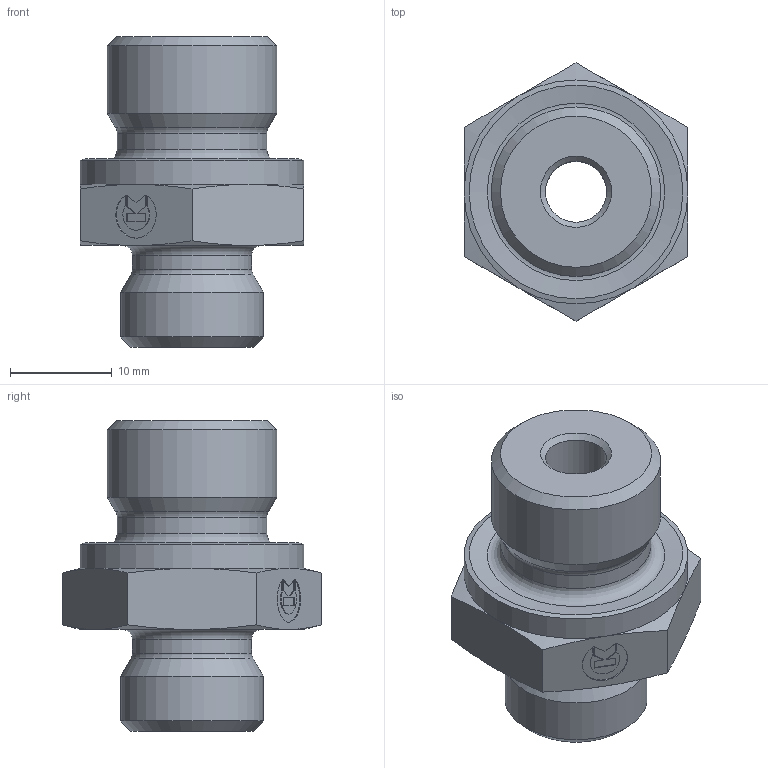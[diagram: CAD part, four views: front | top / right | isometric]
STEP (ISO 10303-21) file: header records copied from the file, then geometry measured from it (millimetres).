
FILE_DESCRIPTION((''),'2;1');
FILE_NAME('074083814.stp','2014-08-07T13:07:48',(''),('KNOMI spol. s r. o.'),'Autodesk Inventor 2012','Autodesk Inventor 2012','');
FILE_SCHEMA(('AUTOMOTIVE_DESIGN { 1 2 10303 214 0 1 1 1 }'));
Length unit declared in the file: millimetre
Products named in the file (1): PHBR2 8LR3/8   G3/8/M14x1,5
Bounding box: 22 x 25.4 x 30.5 mm (x, y, z)
Volume: 6121.8 mm3; surface area: 3050.2 mm2
Topology: 1 solids, 1 shells, 75 faces, 178 edges, 111 vertices
Faces by surface type: plane 40, cone 20, cylinder 11, torus 4
Full cylindrical faces by diameter (mm): 6 x1, 8 x1, 11.7 x1, 14 x1, 14.7 x1, 16.662 x1, 22 x1
Entity records: 1998 total; most frequent: CARTESIAN_POINT 384, DIRECTION 324, ORIENTED_EDGE 308, EDGE_CURVE 154, AXIS2_PLACEMENT_3D 118, VERTEX_POINT 106, EDGE_LOOP 102, VECTOR 88
